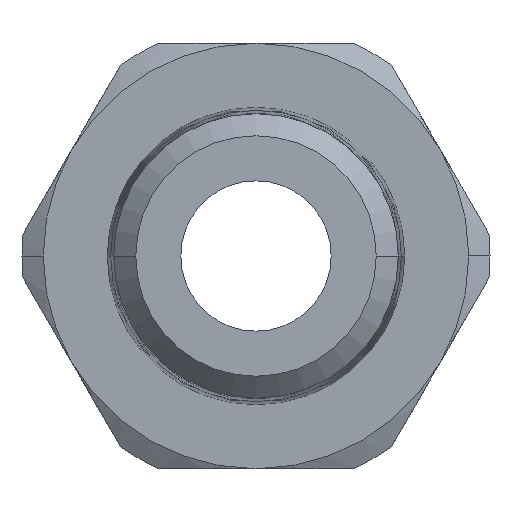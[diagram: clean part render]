
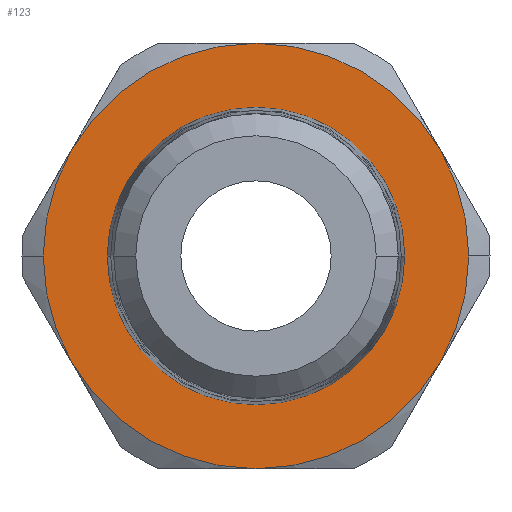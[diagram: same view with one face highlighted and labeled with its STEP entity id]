
A CAD part, front view. The second image highlights one B-rep face of the part: STEP entity #123.
In plain terms, the highlighted planar face has unit normal (0, -1, 0).
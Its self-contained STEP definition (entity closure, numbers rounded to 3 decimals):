
#123=ADVANCED_FACE('',(#293,#294),#295,.T.);
#293=FACE_BOUND('',#476,.T.);
#294=FACE_OUTER_BOUND('',#477,.T.);
#295=PLANE('',#478);
#476=EDGE_LOOP('',(#1091,#1092));
#477=EDGE_LOOP('',(#1093,#1094,#1095,#1096,#1097,#1098,#1099,#1100));
#478=AXIS2_PLACEMENT_3D('',#1101,#1102,#1103);
#1091=ORIENTED_EDGE('',*,*,#1207,.T.);
#1092=ORIENTED_EDGE('',*,*,#1344,.T.);
#1093=ORIENTED_EDGE('',*,*,#1357,.F.);
#1094=ORIENTED_EDGE('',*,*,#1356,.F.);
#1095=ORIENTED_EDGE('',*,*,#1355,.F.);
#1096=ORIENTED_EDGE('',*,*,#1354,.F.);
#1097=ORIENTED_EDGE('',*,*,#1203,.F.);
#1098=ORIENTED_EDGE('',*,*,#1353,.F.);
#1099=ORIENTED_EDGE('',*,*,#1361,.F.);
#1100=ORIENTED_EDGE('',*,*,#1197,.F.);
#1101=CARTESIAN_POINT('',(3.75,-19.0,0.0));
#1102=DIRECTION('',(0.0,-1.0,0.0));
#1103=DIRECTION('',(-1.0,0.0,0.0));
#1197=EDGE_CURVE('',#1425,#1428,#1429,.T.);
#1203=EDGE_CURVE('',#1438,#1434,#1440,.T.);
#1207=EDGE_CURVE('',#1442,#1446,#1448,.T.);
#1344=EDGE_CURVE('',#1446,#1442,#1670,.T.);
#1353=EDGE_CURVE('',#1679,#1438,#1681,.T.);
#1354=EDGE_CURVE('',#1434,#1643,#1682,.T.);
#1355=EDGE_CURVE('',#1643,#1627,#1683,.T.);
#1356=EDGE_CURVE('',#1627,#1611,#1684,.T.);
#1357=EDGE_CURVE('',#1611,#1425,#1685,.T.);
#1361=EDGE_CURVE('',#1428,#1679,#1689,.T.);
#1425=VERTEX_POINT('',#1789);
#1428=VERTEX_POINT('',#1793);
#1429=CIRCLE('',#1794,7.5);
#1434=VERTEX_POINT('',#1810);
#1438=VERTEX_POINT('',#1815);
#1440=CIRCLE('',#1828,7.5);
#1442=VERTEX_POINT('',#1830);
#1446=VERTEX_POINT('',#1835);
#1448=CIRCLE('',#1838,5.246);
#1611=VERTEX_POINT('',#2290);
#1627=VERTEX_POINT('',#2354);
#1643=VERTEX_POINT('',#2418);
#1670=CIRCLE('',#2493,5.246);
#1679=VERTEX_POINT('',#2502);
#1681=CIRCLE('',#2515,7.5);
#1682=CIRCLE('',#2516,7.5);
#1683=CIRCLE('',#2517,7.5);
#1684=CIRCLE('',#2518,7.5);
#1685=CIRCLE('',#2519,7.5);
#1689=CIRCLE('',#2556,7.5);
#1789=CARTESIAN_POINT('',(7.5,-19.0,0.));
#1793=CARTESIAN_POINT('',(6.495,-19.0,-3.75));
#1794=AXIS2_PLACEMENT_3D('',#2619,#2620,#2621);
#1810=CARTESIAN_POINT('',(-7.5,-19.0,0.));
#1815=CARTESIAN_POINT('',(-6.495,-19.0,-3.75));
#1828=AXIS2_PLACEMENT_3D('',#2629,#2630,#2631);
#1830=CARTESIAN_POINT('',(5.246,-19.0,0.0));
#1835=CARTESIAN_POINT('',(-5.246,-19.0,0.));
#1838=AXIS2_PLACEMENT_3D('',#2637,#2638,#2639);
#2290=CARTESIAN_POINT('',(6.495,-19.0,3.75));
#2354=CARTESIAN_POINT('',(0.,-19.0,7.5));
#2418=CARTESIAN_POINT('',(-6.495,-19.0,3.75));
#2493=AXIS2_PLACEMENT_3D('',#2846,#2847,#2848);
#2502=CARTESIAN_POINT('',(0.0,-19.0,-7.5));
#2515=AXIS2_PLACEMENT_3D('',#2870,#2871,#2872);
#2516=AXIS2_PLACEMENT_3D('',#2873,#2874,#2875);
#2517=AXIS2_PLACEMENT_3D('',#2876,#2877,#2878);
#2518=AXIS2_PLACEMENT_3D('',#2879,#2880,#2881);
#2519=AXIS2_PLACEMENT_3D('',#2882,#2883,#2884);
#2556=AXIS2_PLACEMENT_3D('',#2885,#2886,#2887);
#2619=CARTESIAN_POINT('',(0.0,-19.0,0.0));
#2620=DIRECTION('',(-0.0,1.0,0.0));
#2621=DIRECTION('',(1.0,0.0,0.0));
#2629=CARTESIAN_POINT('',(0.0,-19.0,0.0));
#2630=DIRECTION('',(-0.0,1.0,0.0));
#2631=DIRECTION('',(1.0,0.0,0.0));
#2637=CARTESIAN_POINT('',(0.0,-19.0,0.0));
#2638=DIRECTION('',(-0.0,1.0,0.0));
#2639=DIRECTION('',(1.0,0.0,0.0));
#2846=CARTESIAN_POINT('',(0.0,-19.0,0.0));
#2847=DIRECTION('',(-0.0,1.0,0.0));
#2848=DIRECTION('',(1.0,0.0,0.0));
#2870=CARTESIAN_POINT('',(0.0,-19.0,0.0));
#2871=DIRECTION('',(-0.0,1.0,0.0));
#2872=DIRECTION('',(1.0,0.0,0.0));
#2873=CARTESIAN_POINT('',(0.0,-19.0,0.0));
#2874=DIRECTION('',(-0.0,1.0,0.0));
#2875=DIRECTION('',(1.0,0.0,0.0));
#2876=CARTESIAN_POINT('',(0.0,-19.0,0.0));
#2877=DIRECTION('',(-0.0,1.0,0.0));
#2878=DIRECTION('',(1.0,0.0,0.0));
#2879=CARTESIAN_POINT('',(0.0,-19.0,0.0));
#2880=DIRECTION('',(-0.0,1.0,0.0));
#2881=DIRECTION('',(1.0,0.0,0.0));
#2882=CARTESIAN_POINT('',(0.0,-19.0,0.0));
#2883=DIRECTION('',(-0.0,1.0,0.0));
#2884=DIRECTION('',(1.0,0.0,0.0));
#2885=CARTESIAN_POINT('',(0.0,-19.0,0.0));
#2886=DIRECTION('',(-0.0,1.0,0.0));
#2887=DIRECTION('',(1.0,0.0,0.0));
